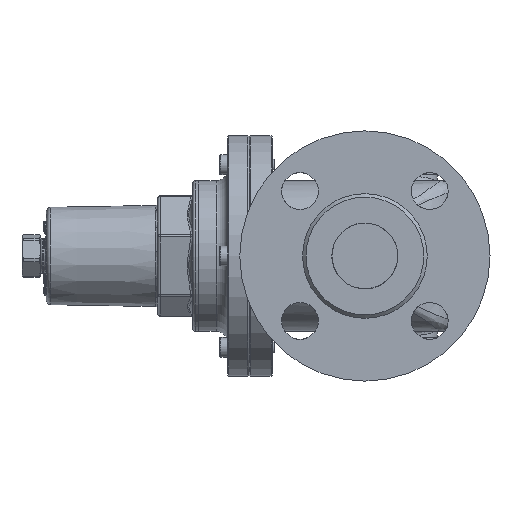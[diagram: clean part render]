
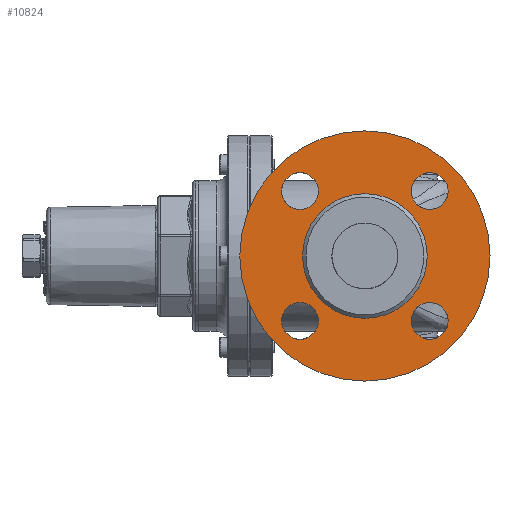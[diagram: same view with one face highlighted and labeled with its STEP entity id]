
A CAD part, left-side view. The second image highlights one B-rep face of the part: STEP entity #10824.
In plain terms, the highlighted planar face has unit normal (-1, 0, 0).
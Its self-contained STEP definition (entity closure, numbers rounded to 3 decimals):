
#1032=FACE_BOUND('',#1932,.T.);
#1033=FACE_BOUND('',#1933,.T.);
#1034=FACE_BOUND('',#1934,.T.);
#1035=FACE_BOUND('',#1935,.T.);
#1036=FACE_BOUND('',#1936,.T.);
#1093=PLANE('',#11504);
#1296=FACE_OUTER_BOUND('',#1931,.T.);
#1931=EDGE_LOOP('',(#6739));
#1932=EDGE_LOOP('',(#6740));
#1933=EDGE_LOOP('',(#6741));
#1934=EDGE_LOOP('',(#6742));
#1935=EDGE_LOOP('',(#6743));
#1936=EDGE_LOOP('',(#6744));
#2610=CIRCLE('',#11484,7.95);
#2611=CIRCLE('',#11486,7.95);
#2612=CIRCLE('',#11488,7.95);
#2613=CIRCLE('',#11490,7.95);
#2620=CIRCLE('',#11503,26.9);
#2621=CIRCLE('',#11505,54.);
#3863=VERTEX_POINT('',#16617);
#3866=VERTEX_POINT('',#16661);
#3869=VERTEX_POINT('',#16705);
#3872=VERTEX_POINT('',#16749);
#3889=VERTEX_POINT('',#16974);
#3890=VERTEX_POINT('',#16978);
#4980=EDGE_CURVE('',#3863,#3863,#2610,.T.);
#4984=EDGE_CURVE('',#3866,#3866,#2611,.T.);
#4988=EDGE_CURVE('',#3869,#3869,#2612,.T.);
#4992=EDGE_CURVE('',#3872,#3872,#2613,.T.);
#5014=EDGE_CURVE('',#3889,#3889,#2620,.T.);
#5016=EDGE_CURVE('',#3890,#3890,#2621,.T.);
#6739=ORIENTED_EDGE('',*,*,#5016,.F.);
#6740=ORIENTED_EDGE('',*,*,#4980,.T.);
#6741=ORIENTED_EDGE('',*,*,#4984,.T.);
#6742=ORIENTED_EDGE('',*,*,#4988,.T.);
#6743=ORIENTED_EDGE('',*,*,#4992,.T.);
#6744=ORIENTED_EDGE('',*,*,#5014,.T.);
#10824=ADVANCED_FACE('',(#1296,#1032,#1033,#1034,#1035,#1036),#1093,.T.);
#11484=AXIS2_PLACEMENT_3D('',#16618,#12344,#12345);
#11486=AXIS2_PLACEMENT_3D('',#16662,#12349,#12350);
#11488=AXIS2_PLACEMENT_3D('',#16706,#12354,#12355);
#11490=AXIS2_PLACEMENT_3D('',#16750,#12359,#12360);
#11503=AXIS2_PLACEMENT_3D('',#16975,#12390,#12391);
#11504=AXIS2_PLACEMENT_3D('',#16977,#12393,#12394);
#11505=AXIS2_PLACEMENT_3D('',#16979,#12395,#12396);
#12344=DIRECTION('center_axis',(1.,0.,0.));
#12345=DIRECTION('ref_axis',(0.,1.,0.));
#12349=DIRECTION('center_axis',(1.,0.,0.));
#12350=DIRECTION('ref_axis',(0.,0.,
1.));
#12354=DIRECTION('center_axis',(1.,0.,0.));
#12355=DIRECTION('ref_axis',(0.,-1.,0.));
#12359=DIRECTION('center_axis',(1.,0.,0.));
#12360=DIRECTION('ref_axis',(0.,0.,
-1.));
#12390=DIRECTION('center_axis',(1.,0.,0.));
#12391=DIRECTION('ref_axis',(0.,0.,
-1.));
#12393=DIRECTION('center_axis',(-1.,0.,0.));
#12394=DIRECTION('ref_axis',(0.,0.,
1.));
#12395=DIRECTION('center_axis',(1.,0.,0.));
#12396=DIRECTION('ref_axis',(0.,0.,
-1.));
#16617=CARTESIAN_POINT('',(-78.5,20.051,28.001));
#16618=CARTESIAN_POINT('Origin',(-78.5,28.001,28.001));
#16661=CARTESIAN_POINT('',(-78.5,-28.001,20.051));
#16662=CARTESIAN_POINT('Origin',(-78.5,-28.001,28.001));
#16705=CARTESIAN_POINT('',(-78.5,-20.051,-28.001));
#16706=CARTESIAN_POINT('Origin',(-78.5,-28.001,-28.001));
#16749=CARTESIAN_POINT('',(-78.5,28.001,-20.051));
#16750=CARTESIAN_POINT('Origin',(-78.5,28.001,-28.001));
#16974=CARTESIAN_POINT('',(-78.5,-26.9,0.));
#16975=CARTESIAN_POINT('Origin',(-78.5,0.,0.));
#16977=CARTESIAN_POINT('Origin',(-78.5,54.,0.));
#16978=CARTESIAN_POINT('',(-78.5,-54.,0.));
#16979=CARTESIAN_POINT('Origin',(-78.5,0.,0.));
